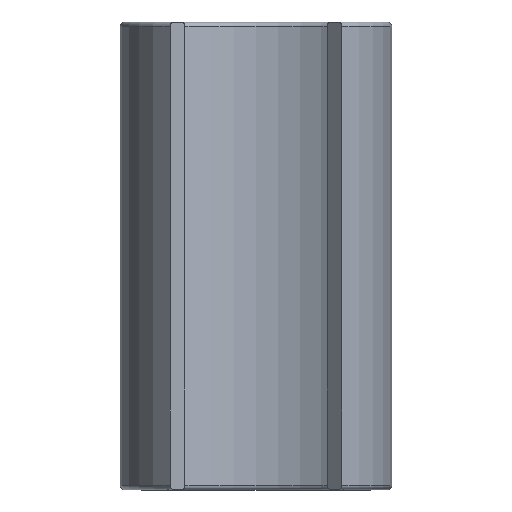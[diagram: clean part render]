
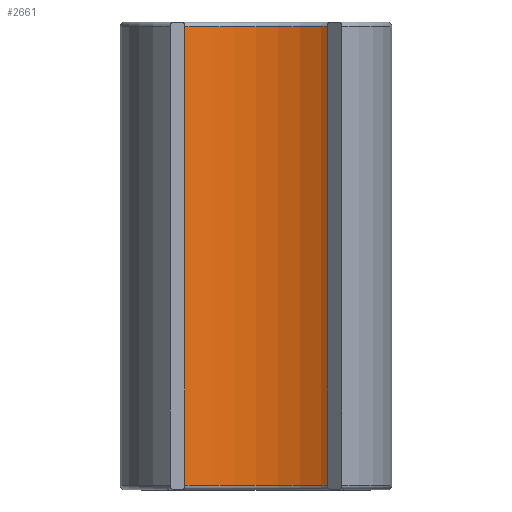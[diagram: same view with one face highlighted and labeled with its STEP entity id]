
A CAD part, top view. The second image highlights one B-rep face of the part: STEP entity #2661.
In plain terms, the highlighted cylindrical face has radius 7.5 mm (diameter 15 mm), a partial arc.
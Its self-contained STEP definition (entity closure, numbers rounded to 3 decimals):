
#288 = TOROIDAL_SURFACE('',#289,7.75,0.25);
#289 = AXIS2_PLACEMENT_3D('',#290,#291,#292);
#290 = CARTESIAN_POINT('',(0.,12.75,8.042));
#291 = DIRECTION('',(0.,-1.,0.));
#292 = DIRECTION('',(-0.742,0.,-0.67
    ));
#1727 = VERTEX_POINT('',#1728);
#1728 = CARTESIAN_POINT('',(5.568,12.75,3.017));
#1765 = CYLINDRICAL_SURFACE('',#1766,2.);
#1766 = AXIS2_PLACEMENT_3D('',#1767,#1768,#1769);
#1767 = CARTESIAN_POINT('',(4.083,13.,4.357));
#1768 = DIRECTION('',(0.,1.,0.));
#1769 = DIRECTION('',(1.,0.,0.));
#1834 = VERTEX_POINT('',#1835);
#1835 = CARTESIAN_POINT('',(-5.568,12.75,3.017));
#1857 = EDGE_CURVE('',#1834,#1727,#1858,.T.);
#1858 = SURFACE_CURVE('',#1859,(#1864,#1871),.PCURVE_S1.);
#1859 = CIRCLE('',#1860,7.5);
#1860 = AXIS2_PLACEMENT_3D('',#1861,#1862,#1863);
#1861 = CARTESIAN_POINT('',(0.,12.75,8.042));
#1862 = DIRECTION('',(0.,-1.,0.));
#1863 = DIRECTION('',(-0.742,0.,
    -0.67));
#1864 = PCURVE('',#288,#1865);
#1865 = DEFINITIONAL_REPRESENTATION('',(#1866),#1870);
#1866 = LINE('',#1867,#1868);
#1867 = CARTESIAN_POINT('',(0.,3.142));
#1868 = VECTOR('',#1869,1.);
#1869 = DIRECTION('',(1.,0.));
#1870 = ( GEOMETRIC_REPRESENTATION_CONTEXT(2) 
PARAMETRIC_REPRESENTATION_CONTEXT() REPRESENTATION_CONTEXT('2D SPACE',''
  ) );
#1871 = PCURVE('',#1872,#1877);
#1872 = CYLINDRICAL_SURFACE('',#1873,7.5);
#1873 = AXIS2_PLACEMENT_3D('',#1874,#1875,#1876);
#1874 = CARTESIAN_POINT('',(0.,13.,8.042));
#1875 = DIRECTION('',(0.,1.,0.));
#1876 = DIRECTION('',(1.,0.,0.));
#1877 = DEFINITIONAL_REPRESENTATION('',(#1878),#1882);
#1878 = LINE('',#1879,#1880);
#1879 = CARTESIAN_POINT('',(-3.876,-0.25));
#1880 = VECTOR('',#1881,1.);
#1881 = DIRECTION('',(-1.,0.));
#1882 = ( GEOMETRIC_REPRESENTATION_CONTEXT(2) 
PARAMETRIC_REPRESENTATION_CONTEXT() REPRESENTATION_CONTEXT('2D SPACE',''
  ) );
#1905 = CYLINDRICAL_SURFACE('',#1906,2.);
#1906 = AXIS2_PLACEMENT_3D('',#1907,#1908,#1909);
#1907 = CARTESIAN_POINT('',(-4.083,13.,4.357));
#1908 = DIRECTION('',(0.,1.,0.));
#1909 = DIRECTION('',(1.,0.,0.));
#2210 = TOROIDAL_SURFACE('',#2211,7.75,0.25);
#2211 = AXIS2_PLACEMENT_3D('',#2212,#2213,#2214);
#2212 = CARTESIAN_POINT('',(0.,-12.75,8.042));
#2213 = DIRECTION('',(0.,1.,0.));
#2214 = DIRECTION('',(-0.742,0.,
    -0.67));
#2615 = EDGE_CURVE('',#1727,#2616,#2618,.T.);
#2616 = VERTEX_POINT('',#2617);
#2617 = CARTESIAN_POINT('',(5.568,-12.75,3.017));
#2618 = SURFACE_CURVE('',#2619,(#2623,#2630),.PCURVE_S1.);
#2619 = LINE('',#2620,#2621);
#2620 = CARTESIAN_POINT('',(5.568,13.,3.017));
#2621 = VECTOR('',#2622,1.);
#2622 = DIRECTION('',(0.,-1.,0.));
#2623 = PCURVE('',#1765,#2624);
#2624 = DEFINITIONAL_REPRESENTATION('',(#2625),#2629);
#2625 = LINE('',#2626,#2627);
#2626 = CARTESIAN_POINT('',(-5.549,0.));
#2627 = VECTOR('',#2628,1.);
#2628 = DIRECTION('',(-0.,-1.));
#2629 = ( GEOMETRIC_REPRESENTATION_CONTEXT(2) 
PARAMETRIC_REPRESENTATION_CONTEXT() REPRESENTATION_CONTEXT('2D SPACE',''
  ) );
#2630 = PCURVE('',#1872,#2631);
#2631 = DEFINITIONAL_REPRESENTATION('',(#2632),#2636);
#2632 = LINE('',#2633,#2634);
#2633 = CARTESIAN_POINT('',(-5.549,0.));
#2634 = VECTOR('',#2635,1.);
#2635 = DIRECTION('',(-0.,-1.));
#2636 = ( GEOMETRIC_REPRESENTATION_CONTEXT(2) 
PARAMETRIC_REPRESENTATION_CONTEXT() REPRESENTATION_CONTEXT('2D SPACE',''
  ) );
#2661 = ADVANCED_FACE('',(#2662),#1872,.F.);
#2662 = FACE_BOUND('',#2663,.T.);
#2663 = EDGE_LOOP('',(#2664,#2687,#2709,#2710));
#2664 = ORIENTED_EDGE('',*,*,#2665,.T.);
#2665 = EDGE_CURVE('',#1834,#2666,#2668,.T.);
#2666 = VERTEX_POINT('',#2667);
#2667 = CARTESIAN_POINT('',(-5.568,-12.75,3.017));
#2668 = SURFACE_CURVE('',#2669,(#2673,#2680),.PCURVE_S1.);
#2669 = LINE('',#2670,#2671);
#2670 = CARTESIAN_POINT('',(-5.568,13.,3.017));
#2671 = VECTOR('',#2672,1.);
#2672 = DIRECTION('',(0.,-1.,0.));
#2673 = PCURVE('',#1872,#2674);
#2674 = DEFINITIONAL_REPRESENTATION('',(#2675),#2679);
#2675 = LINE('',#2676,#2677);
#2676 = CARTESIAN_POINT('',(-3.876,0.));
#2677 = VECTOR('',#2678,1.);
#2678 = DIRECTION('',(-0.,-1.));
#2679 = ( GEOMETRIC_REPRESENTATION_CONTEXT(2) 
PARAMETRIC_REPRESENTATION_CONTEXT() REPRESENTATION_CONTEXT('2D SPACE',''
  ) );
#2680 = PCURVE('',#1905,#2681);
#2681 = DEFINITIONAL_REPRESENTATION('',(#2682),#2686);
#2682 = LINE('',#2683,#2684);
#2683 = CARTESIAN_POINT('',(-3.876,0.));
#2684 = VECTOR('',#2685,1.);
#2685 = DIRECTION('',(-0.,-1.));
#2686 = ( GEOMETRIC_REPRESENTATION_CONTEXT(2) 
PARAMETRIC_REPRESENTATION_CONTEXT() REPRESENTATION_CONTEXT('2D SPACE',''
  ) );
#2687 = ORIENTED_EDGE('',*,*,#2688,.T.);
#2688 = EDGE_CURVE('',#2666,#2616,#2689,.T.);
#2689 = SURFACE_CURVE('',#2690,(#2695,#2702),.PCURVE_S1.);
#2690 = CIRCLE('',#2691,7.5);
#2691 = AXIS2_PLACEMENT_3D('',#2692,#2693,#2694);
#2692 = CARTESIAN_POINT('',(0.,-12.75,8.042));
#2693 = DIRECTION('',(0.,-1.,0.));
#2694 = DIRECTION('',(-0.742,0.,
    -0.67));
#2695 = PCURVE('',#1872,#2696);
#2696 = DEFINITIONAL_REPRESENTATION('',(#2697),#2701);
#2697 = LINE('',#2698,#2699);
#2698 = CARTESIAN_POINT('',(-3.876,-25.75));
#2699 = VECTOR('',#2700,1.);
#2700 = DIRECTION('',(-1.,0.));
#2701 = ( GEOMETRIC_REPRESENTATION_CONTEXT(2) 
PARAMETRIC_REPRESENTATION_CONTEXT() REPRESENTATION_CONTEXT('2D SPACE',''
  ) );
#2702 = PCURVE('',#2210,#2703);
#2703 = DEFINITIONAL_REPRESENTATION('',(#2704),#2708);
#2704 = LINE('',#2705,#2706);
#2705 = CARTESIAN_POINT('',(-0.,3.142));
#2706 = VECTOR('',#2707,1.);
#2707 = DIRECTION('',(-1.,0.));
#2708 = ( GEOMETRIC_REPRESENTATION_CONTEXT(2) 
PARAMETRIC_REPRESENTATION_CONTEXT() REPRESENTATION_CONTEXT('2D SPACE',''
  ) );
#2709 = ORIENTED_EDGE('',*,*,#2615,.F.);
#2710 = ORIENTED_EDGE('',*,*,#1857,.F.);
